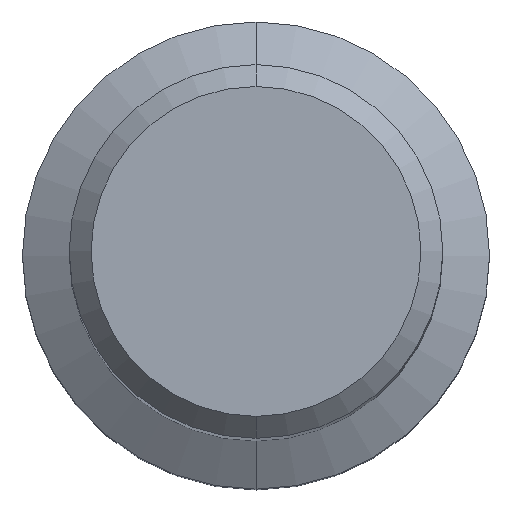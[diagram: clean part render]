
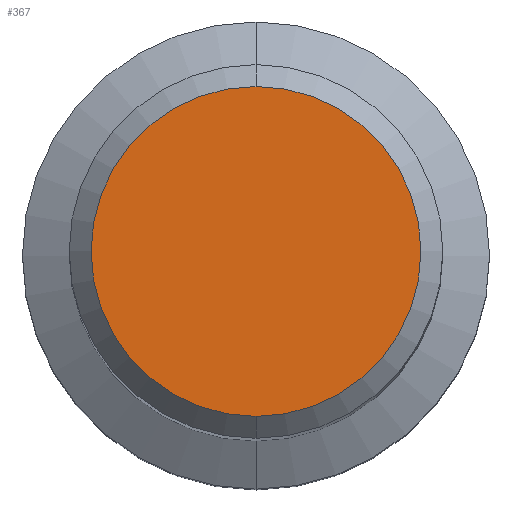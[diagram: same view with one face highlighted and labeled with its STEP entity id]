
A CAD part, top view. The second image highlights one B-rep face of the part: STEP entity #367.
In plain terms, the highlighted planar face has unit normal (0, 0, 1).
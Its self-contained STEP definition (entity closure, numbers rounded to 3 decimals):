
#367=ADVANCED_FACE('',(#770),#771,.T.);
#427=EDGE_CURVE('',#571,#527,#840,.T.);
#435=EDGE_CURVE('',#527,#571,#849,.T.);
#527=VERTEX_POINT('',#952);
#571=VERTEX_POINT('',#999);
#770=FACE_OUTER_BOUND('',#1420,.T.);
#771=PLANE('',#1421);
#840=CIRCLE('',#1523,8.969);
#849=CIRCLE('',#1535,8.969);
#952=CARTESIAN_POINT('',(0.,-8.969,0.0));
#999=CARTESIAN_POINT('',(0.0,8.969,0.0));
#1420=EDGE_LOOP('',(#2056,#2057));
#1421=AXIS2_PLACEMENT_3D('',#2058,#2059,#2060);
#1523=AXIS2_PLACEMENT_3D('',#2159,#2160,#2161);
#1535=AXIS2_PLACEMENT_3D('',#2171,#2172,#2173);
#2056=ORIENTED_EDGE('',*,*,#427,.F.);
#2057=ORIENTED_EDGE('',*,*,#435,.F.);
#2058=CARTESIAN_POINT('',(0.0,4.485,0.0));
#2059=DIRECTION('',(-0.0,0.0,1.0));
#2060=DIRECTION('',(0.0,-1.0,0.0));
#2159=CARTESIAN_POINT('',(0.0,0.0,0.0));
#2160=DIRECTION('',(0.0,0.0,-1.0));
#2161=DIRECTION('',(0.0,1.0,0.0));
#2171=CARTESIAN_POINT('',(0.0,0.0,0.0));
#2172=DIRECTION('',(0.0,0.0,-1.0));
#2173=DIRECTION('',(0.0,1.0,0.0));
